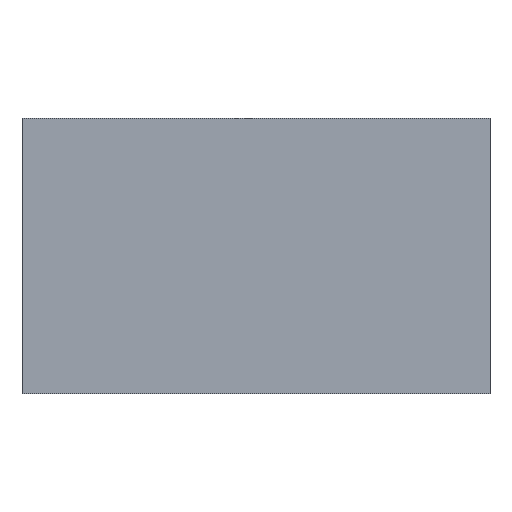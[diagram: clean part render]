
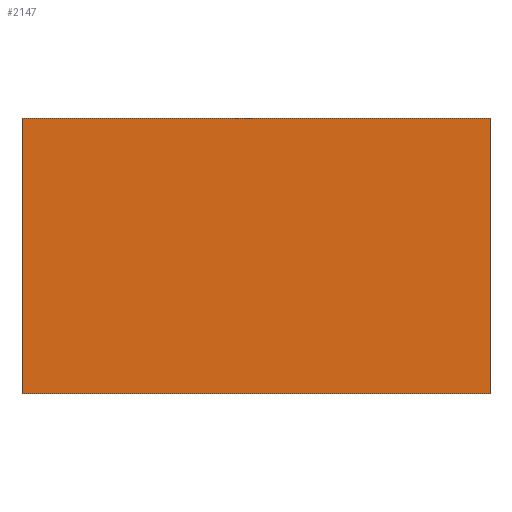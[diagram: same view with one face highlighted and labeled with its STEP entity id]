
A CAD part, front view. The second image highlights one B-rep face of the part: STEP entity #2147.
In plain terms, the highlighted planar face has unit normal (0, -1, 0).
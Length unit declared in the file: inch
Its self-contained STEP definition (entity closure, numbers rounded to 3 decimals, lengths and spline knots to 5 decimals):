
#76 = EDGE_CURVE ( 'NONE', #2423, #2418, #894, .T. ) ;
#84 = EDGE_CURVE ( 'NONE', #2377, #2422, #919, .T. ) ;
#85 = EDGE_CURVE ( 'NONE', #2377, #2423, #922, .T. ) ;
#330 = VECTOR ( 'NONE', #1918, 39.37008 ) ;
#352 = FACE_OUTER_BOUND ( 'NONE', #742, .T. ) ;
#354 = AXIS2_PLACEMENT_3D ( 'NONE', #1944, #1945, #1946 ) ;
#437 = VECTOR ( 'NONE', #896, 39.37008 ) ;
#447 = VECTOR ( 'NONE', #921, 39.37008 ) ;
#449 = VECTOR ( 'NONE', #924, 39.37008 ) ;
#742 = EDGE_LOOP ( 'NONE', ( #2175, #2181, #2180, #2211 ) ) ;
#894 = LINE ( 'NONE', #895, #437 ) ;
#895 = CARTESIAN_POINT ( 'NONE',  ( -2.5, -1., 0. ) ) ;
#896 = DIRECTION ( 'NONE',  ( 1., 0., 0. ) ) ;
#919 = LINE ( 'NONE', #920, #447 ) ;
#920 = CARTESIAN_POINT ( 'NONE',  ( -2.5, -1., -10. ) ) ;
#921 = DIRECTION ( 'NONE',  ( 1., 0., 0. ) ) ;
#922 = LINE ( 'NONE', #923, #449 ) ;
#923 = CARTESIAN_POINT ( 'NONE',  ( -2.5, -1., -10. ) ) ;
#924 = DIRECTION ( 'NONE',  ( 0., 0., 1. ) ) ;
#1916 = LINE ( 'NONE', #1917, #330 ) ;
#1917 = CARTESIAN_POINT ( 'NONE',  ( 14.5, -1., -10. ) ) ;
#1918 = DIRECTION ( 'NONE',  ( 0., 0., 1. ) ) ;
#1943 = PLANE ( 'NONE',  #354 ) ;
#1944 = CARTESIAN_POINT ( 'NONE',  ( -2.5, -1., -10. ) ) ;
#1945 = DIRECTION ( 'NONE',  ( 0., -1., 0. ) ) ;
#1946 = DIRECTION ( 'NONE',  ( 0., 0., -1. ) ) ;
#1957 = CARTESIAN_POINT ( 'NONE',  ( -2.5, -1., -10. ) ) ;
#1997 = CARTESIAN_POINT ( 'NONE',  ( 14.5, -1., 0. ) ) ;
#2001 = CARTESIAN_POINT ( 'NONE',  ( 14.5, -1., -10. ) ) ;
#2002 = CARTESIAN_POINT ( 'NONE',  ( -2.5, -1., 0. ) ) ;
#2139 = EDGE_CURVE ( 'NONE', #2422, #2418, #1916, .T. ) ;
#2147 = ADVANCED_FACE ( 'NONE', ( #352 ), #1943, .T. ) ;
#2175 = ORIENTED_EDGE ( 'NONE', *, *, #76, .F. ) ;
#2180 = ORIENTED_EDGE ( 'NONE', *, *, #84, .T. ) ;
#2181 = ORIENTED_EDGE ( 'NONE', *, *, #85, .F. ) ;
#2211 = ORIENTED_EDGE ( 'NONE', *, *, #2139, .T. ) ;
#2377 = VERTEX_POINT ( 'NONE', #1957 ) ;
#2418 = VERTEX_POINT ( 'NONE', #1997 ) ;
#2422 = VERTEX_POINT ( 'NONE', #2001 ) ;
#2423 = VERTEX_POINT ( 'NONE', #2002 ) ;
